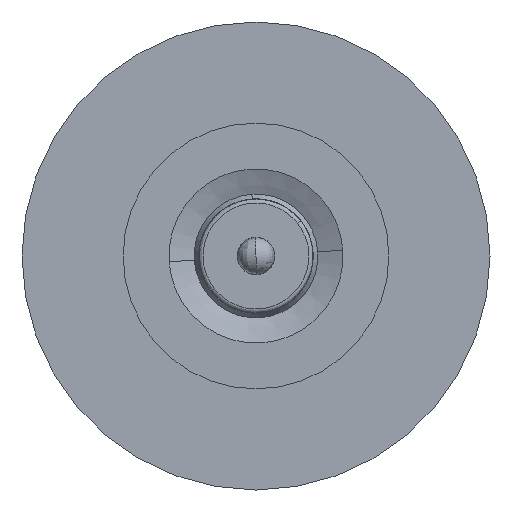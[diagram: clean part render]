
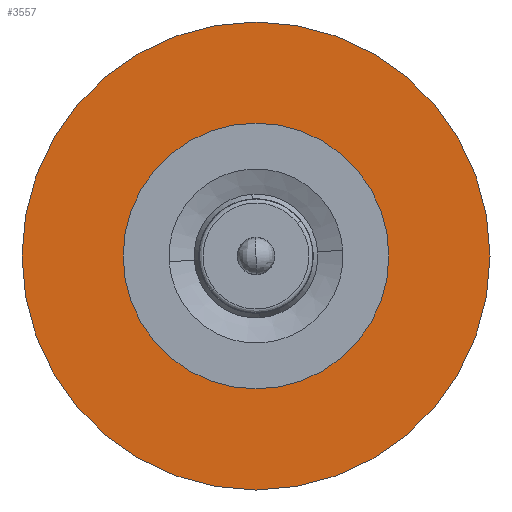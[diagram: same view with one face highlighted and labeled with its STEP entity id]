
A CAD part, front view. The second image highlights one B-rep face of the part: STEP entity #3557.
In plain terms, the highlighted planar face has unit normal (0, -1, 0).
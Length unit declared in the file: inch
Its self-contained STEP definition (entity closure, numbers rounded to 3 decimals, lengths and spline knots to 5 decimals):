
#130 = FACE_BOUND ( 'NONE', #987, .T. ) ;
#208 = FACE_OUTER_BOUND ( 'NONE', #1255, .T. ) ;
#439 = CARTESIAN_POINT ( 'NONE',  ( 0., -0.095, 0. ) ) ;
#442 = PLANE ( 'NONE',  #3043 ) ;
#444 = DIRECTION ( 'NONE',  ( 0., 1., 0. ) ) ;
#445 = DIRECTION ( 'NONE',  ( 1., 0., 0. ) ) ;
#633 = EDGE_CURVE ( 'NONE', #1505, #1387, #1220, .T. ) ;
#636 = EDGE_CURVE ( 'NONE', #1176, #1003, #1506, .T. ) ;
#639 = EDGE_CURVE ( 'NONE', #1003, #1176, #1313, .T. ) ;
#640 = EDGE_CURVE ( 'NONE', #1387, #1505, #1298, .T. ) ;
#872 = AXIS2_PLACEMENT_3D ( 'NONE', #2183, #2185, #2187 ) ;
#873 = AXIS2_PLACEMENT_3D ( 'NONE', #2197, #2199, #2201 ) ;
#875 = AXIS2_PLACEMENT_3D ( 'NONE', #2215, #2216, #2218 ) ;
#876 = AXIS2_PLACEMENT_3D ( 'NONE', #2222, #2224, #2226 ) ;
#987 = EDGE_LOOP ( 'NONE', ( #1768, #2342 ) ) ;
#1003 = VERTEX_POINT ( 'NONE', #3221 ) ;
#1176 = VERTEX_POINT ( 'NONE', #3259 ) ;
#1220 = CIRCLE ( 'NONE', #872, 0.335 ) ;
#1255 = EDGE_LOOP ( 'NONE', ( #1888, #1746 ) ) ;
#1298 = CIRCLE ( 'NONE', #876, 0.335 ) ;
#1313 = CIRCLE ( 'NONE', #875, 0.59 ) ;
#1387 = VERTEX_POINT ( 'NONE', #3299 ) ;
#1505 = VERTEX_POINT ( 'NONE', #3319 ) ;
#1506 = CIRCLE ( 'NONE', #873, 0.59 ) ;
#1746 = ORIENTED_EDGE ( 'NONE', *, *, #636, .F. ) ;
#1768 = ORIENTED_EDGE ( 'NONE', *, *, #640, .F. ) ;
#1888 = ORIENTED_EDGE ( 'NONE', *, *, #639, .F. ) ;
#2183 = CARTESIAN_POINT ( 'NONE',  ( 0., -0.095, 0. ) ) ;
#2185 = DIRECTION ( 'NONE',  ( 0., -1., 0. ) ) ;
#2187 = DIRECTION ( 'NONE',  ( -1., 0., 0. ) ) ;
#2197 = CARTESIAN_POINT ( 'NONE',  ( 0., -0.095, 0. ) ) ;
#2199 = DIRECTION ( 'NONE',  ( 0., 1., 0. ) ) ;
#2201 = DIRECTION ( 'NONE',  ( 1., 0., 0. ) ) ;
#2215 = CARTESIAN_POINT ( 'NONE',  ( 0., -0.095, 0. ) ) ;
#2216 = DIRECTION ( 'NONE',  ( 0., 1., 0. ) ) ;
#2218 = DIRECTION ( 'NONE',  ( 1., 0., 0. ) ) ;
#2222 = CARTESIAN_POINT ( 'NONE',  ( 0., -0.095, 0. ) ) ;
#2224 = DIRECTION ( 'NONE',  ( 0., -1., 0. ) ) ;
#2226 = DIRECTION ( 'NONE',  ( -1., 0., 0. ) ) ;
#2342 = ORIENTED_EDGE ( 'NONE', *, *, #633, .F. ) ;
#3043 = AXIS2_PLACEMENT_3D ( 'NONE', #439, #444, #445 ) ;
#3221 = CARTESIAN_POINT ( 'NONE',  ( -0.59, -0.095, 0. ) ) ;
#3259 = CARTESIAN_POINT ( 'NONE',  ( 0.59, -0.095, 0. ) ) ;
#3299 = CARTESIAN_POINT ( 'NONE',  ( -0.335, -0.095, 0. ) ) ;
#3319 = CARTESIAN_POINT ( 'NONE',  ( 0.335, -0.095, 0. ) ) ;
#3557 = ADVANCED_FACE ( 'NONE', ( #130, #208 ), #442, .F. ) ;
